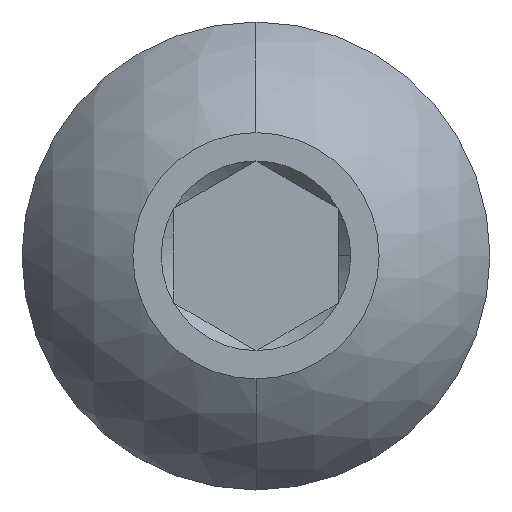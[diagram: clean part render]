
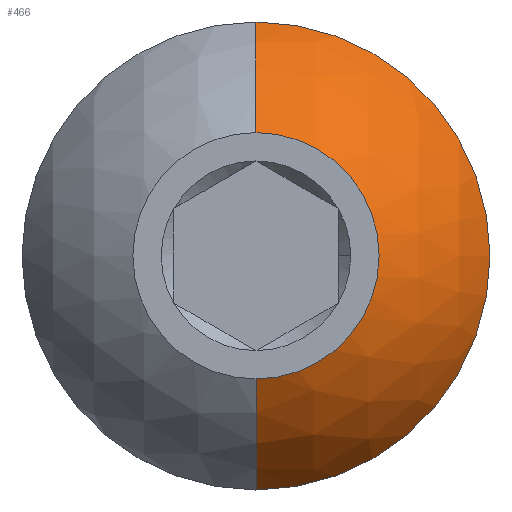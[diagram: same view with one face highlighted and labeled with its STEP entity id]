
A CAD part, top view. The second image highlights one B-rep face of the part: STEP entity #466.
In plain terms, the highlighted spherical face has radius 3.172 mm.
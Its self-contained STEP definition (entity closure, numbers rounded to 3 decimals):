
#7 = VERTEX_POINT ( 'NONE', #1432 ) ;
#93 = EDGE_LOOP ( 'NONE', ( #711, #702, #774, #781, #649 ) ) ;
#162 = CIRCLE ( 'NONE', #1036, 1.5 ) ;
#171 = CIRCLE ( 'NONE', #1035, 3.172 ) ;
#172 = CIRCLE ( 'NONE', #1037, 3.172 ) ;
#173 = CIRCLE ( 'NONE', #1038, 2.85 ) ;
#174 = CIRCLE ( 'NONE', #1039, 2.85 ) ;
#199 = FACE_OUTER_BOUND ( 'NONE', #93, .T. ) ;
#205 = SPHERICAL_SURFACE ( 'NONE', #1048, 3.172 ) ;
#441 = EDGE_CURVE ( 'NONE', #1185, #1172, #171, .T. ) ;
#442 = EDGE_CURVE ( 'NONE', #1172, #7, #162, .T. ) ;
#443 = EDGE_CURVE ( 'NONE', #1170, #7, #172, .T. ) ;
#444 = EDGE_CURVE ( 'NONE', #1185, #1131, #173, .T. ) ;
#446 = EDGE_CURVE ( 'NONE', #1131, #1170, #174, .T. ) ;
#466 = ADVANCED_FACE ( 'NONE', ( #199 ), #205, .T. ) ;
#649 = ORIENTED_EDGE ( 'NONE', *, *, #441, .F. ) ;
#702 = ORIENTED_EDGE ( 'NONE', *, *, #446, .T. ) ;
#711 = ORIENTED_EDGE ( 'NONE', *, *, #444, .T. ) ;
#774 = ORIENTED_EDGE ( 'NONE', *, *, #443, .T. ) ;
#781 = ORIENTED_EDGE ( 'NONE', *, *, #442, .F. ) ;
#916 = CARTESIAN_POINT ( 'NONE',  ( 0., -2.85, -1.403 ) ) ;
#927 = CARTESIAN_POINT ( 'NONE',  ( 0., 2.85, -1.403 ) ) ;
#943 = CARTESIAN_POINT ( 'NONE',  ( 0., -1.5, 0. ) ) ;
#966 = CARTESIAN_POINT ( 'NONE',  ( 2.85, 0., -1.403 ) ) ;
#1035 = AXIS2_PLACEMENT_3D ( 'NONE', #1997, #1940, #1787 ) ;
#1036 = AXIS2_PLACEMENT_3D ( 'NONE', #1785, #1784, #1783 ) ;
#1037 = AXIS2_PLACEMENT_3D ( 'NONE', #1781, #1780, #1779 ) ;
#1038 = AXIS2_PLACEMENT_3D ( 'NONE', #1778, #1777, #1776 ) ;
#1039 = AXIS2_PLACEMENT_3D ( 'NONE', #1775, #1774, #1773 ) ;
#1048 = AXIS2_PLACEMENT_3D ( 'NONE', #2052, #2050, #2055 ) ;
#1131 = VERTEX_POINT ( 'NONE', #966 ) ;
#1170 = VERTEX_POINT ( 'NONE', #927 ) ;
#1172 = VERTEX_POINT ( 'NONE', #943 ) ;
#1185 = VERTEX_POINT ( 'NONE', #916 ) ;
#1432 = CARTESIAN_POINT ( 'NONE',  ( 0., 1.5, 0. ) ) ;
#1773 = DIRECTION ( 'NONE',  ( 1., 0., 0. ) ) ;
#1774 = DIRECTION ( 'NONE',  ( 0., 0., 1. ) ) ;
#1775 = CARTESIAN_POINT ( 'NONE',  ( 0., 0., -1.403 ) ) ;
#1776 = DIRECTION ( 'NONE',  ( 1., 0., 0. ) ) ;
#1777 = DIRECTION ( 'NONE',  ( 0., 0., 1. ) ) ;
#1778 = CARTESIAN_POINT ( 'NONE',  ( 0., 0., -1.403 ) ) ;
#1779 = DIRECTION ( 'NONE',  ( 0., 1., 0. ) ) ;
#1780 = DIRECTION ( 'NONE',  ( 1., 0., 0. ) ) ;
#1781 = CARTESIAN_POINT ( 'NONE',  ( 0., 0., -2.795 ) ) ;
#1783 = DIRECTION ( 'NONE',  ( 1., 0., 0. ) ) ;
#1784 = DIRECTION ( 'NONE',  ( 0., 0., 1. ) ) ;
#1785 = CARTESIAN_POINT ( 'NONE',  ( 0., 0., 0. ) ) ;
#1787 = DIRECTION ( 'NONE',  ( 0., -1., 0. ) ) ;
#1940 = DIRECTION ( 'NONE',  ( -1., 0., 0. ) ) ;
#1997 = CARTESIAN_POINT ( 'NONE',  ( 0., 0., -2.795 ) ) ;
#2050 = DIRECTION ( 'NONE',  ( 1., 0., 0. ) ) ;
#2052 = CARTESIAN_POINT ( 'NONE',  ( 0., 0., -2.795 ) ) ;
#2055 = DIRECTION ( 'NONE',  ( 0., -1., 0. ) ) ;
